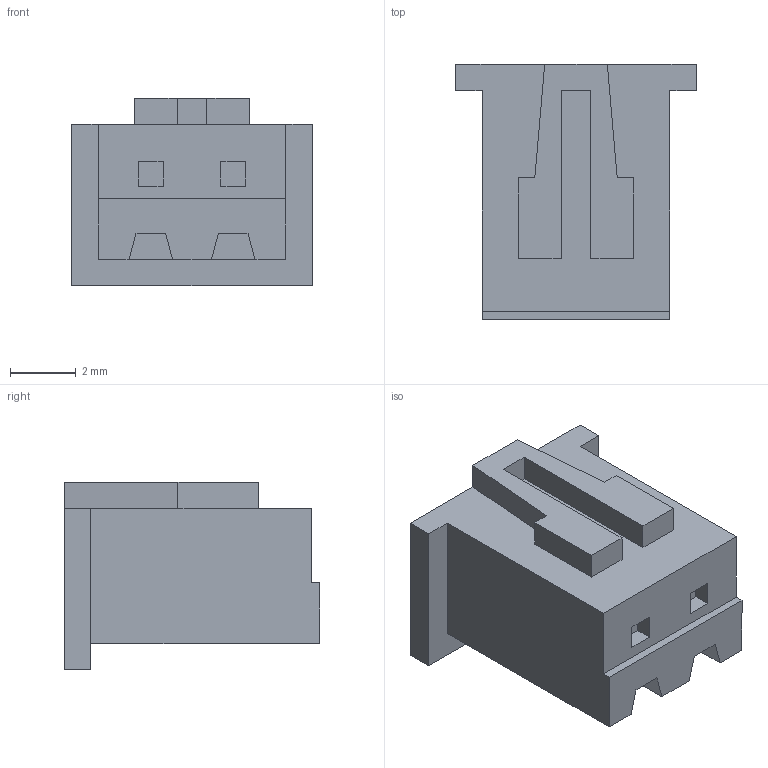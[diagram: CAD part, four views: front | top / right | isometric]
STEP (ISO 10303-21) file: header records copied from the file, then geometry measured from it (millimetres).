
FILE_DESCRIPTION (( 'STEP AP214' ), '1' );
FILE_NAME ('XHP-2.STEP', '2016-04-01T05:11:25', ( '' ), ( '' ), 'SwSTEP 2.0', 'SolidWorks 2009', '' );
FILE_SCHEMA (( 'AUTOMOTIVE_DESIGN' ));
Length unit declared in the file: millimetre
Products named in the file (1): XHP-2
Bounding box: 7.3 x 7.75 x 5.7 mm (x, y, z)
Volume: 186.2 mm3; surface area: 268.8 mm2
Topology: 1 solids, 1 shells, 60 faces, 162 edges, 108 vertices
Faces by surface type: plane 60
Entity records: 1869 total; most frequent: CARTESIAN_POINT 331, ORIENTED_EDGE 324, DIRECTION 284, EDGE_CURVE 162, VECTOR 162, LINE 162, VERTEX_POINT 108, EDGE_LOOP 64
